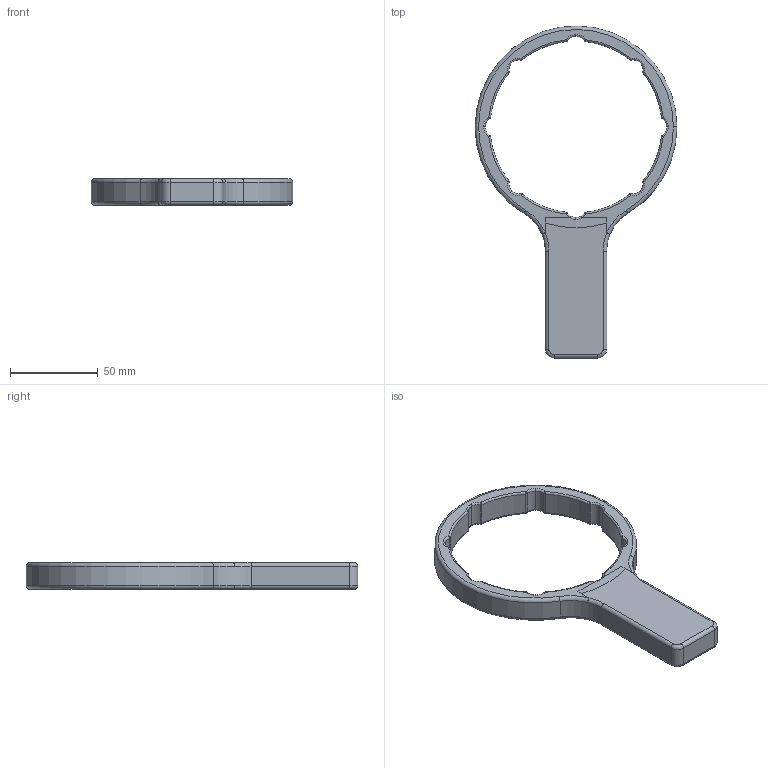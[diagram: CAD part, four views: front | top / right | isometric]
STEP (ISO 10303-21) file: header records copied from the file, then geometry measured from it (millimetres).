
FILE_DESCRIPTION(('FreeCAD Model'),'2;1');
FILE_NAME('Open CASCADE Shape Model','2024-03-14T09:03:14',(''),(''), 'Open CASCADE STEP processor 7.6','FreeCAD','Unknown');
FILE_SCHEMA(('AUTOMOTIVE_DESIGN { 1 0 10303 214 1 1 1 1 }'));
Length unit declared in the file: millimetre
Products named in the file (1): Body
Bounding box: 115 x 189.12 x 15 mm (x, y, z)
Volume: 79812 mm3; surface area: 22027.1 mm2
Topology: 1 solids, 1 shells, 161 faces, 381 edges, 188 vertices
Faces by surface type: torus 60, cylinder 36, sphere 32, bspline 24, plane 9
Entity records: 9630 total; most frequent: CARTESIAN_POINT 2549, DIRECTION 1419, ORIENTED_EDGE 698, PCURVE 698, DEFINITIONAL_REPRESENTATION 698, LINE 581, VECTOR 581, AXIS2_PLACEMENT_3D 391
